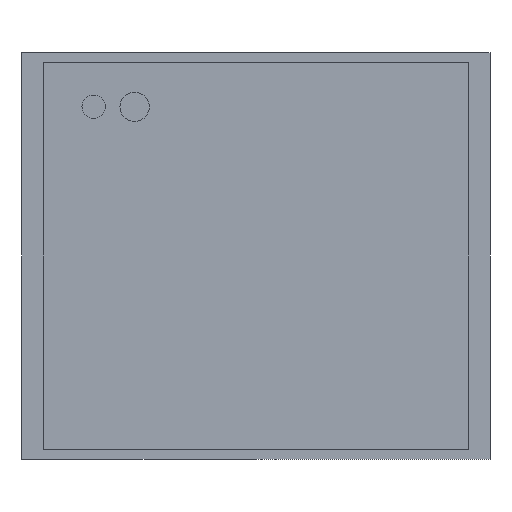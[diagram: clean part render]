
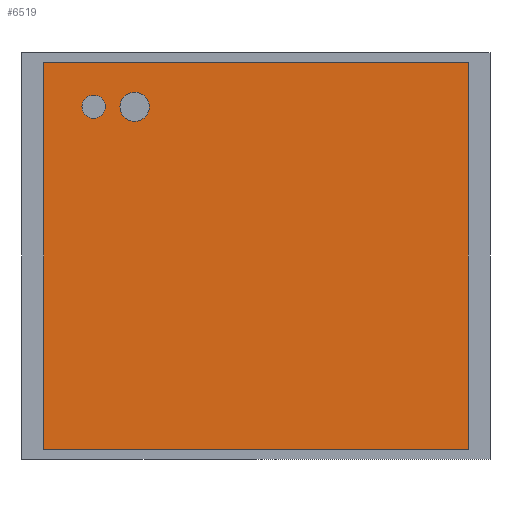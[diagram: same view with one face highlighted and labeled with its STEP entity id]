
A CAD part, front view. The second image highlights one B-rep face of the part: STEP entity #6519.
In plain terms, the highlighted planar face has unit normal (0, -1, 0).
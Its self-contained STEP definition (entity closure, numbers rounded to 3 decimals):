
#52=FACE_BOUND('',#621,.T.);
#53=FACE_BOUND('',#622,.T.);
#64=CIRCLE('',#6948,20.);
#66=CIRCLE('',#6952,25.);
#227=FACE_OUTER_BOUND('',#620,.T.);
#620=EDGE_LOOP('',(#4419,#4420,#4421,#4422));
#621=EDGE_LOOP('',(#4423));
#622=EDGE_LOOP('',(#4424));
#1054=LINE('',#9311,#1920);
#1056=LINE('',#9315,#1922);
#1058=LINE('',#9319,#1924);
#1060=LINE('',#9322,#1926);
#1920=VECTOR('',#7522,10.);
#1922=VECTOR('',#7526,10.);
#1924=VECTOR('',#7530,10.);
#1926=VECTOR('',#7534,10.);
#2744=VERTEX_POINT('',#9237);
#2746=VERTEX_POINT('',#9244);
#2767=VERTEX_POINT('',#9308);
#2768=VERTEX_POINT('',#9310);
#2769=VERTEX_POINT('',#9314);
#2770=VERTEX_POINT('',#9318);
#3377=EDGE_CURVE('',#2744,#2744,#64,.T.);
#3380=EDGE_CURVE('',#2746,#2746,#66,.T.);
#3410=EDGE_CURVE('',#2768,#2767,#1054,.T.);
#3412=EDGE_CURVE('',#2769,#2768,#1056,.T.);
#3414=EDGE_CURVE('',#2770,#2769,#1058,.T.);
#3416=EDGE_CURVE('',#2767,#2770,#1060,.T.);
#4419=ORIENTED_EDGE('',*,*,#3416,.T.);
#4420=ORIENTED_EDGE('',*,*,#3414,.T.);
#4421=ORIENTED_EDGE('',*,*,#3412,.T.);
#4422=ORIENTED_EDGE('',*,*,#3410,.T.);
#4423=ORIENTED_EDGE('',*,*,#3377,.T.);
#4424=ORIENTED_EDGE('',*,*,#3380,.T.);
#6160=PLANE('',#6969);
#6519=ADVANCED_FACE('',(#227,#52,#53),#6160,.T.);
#6948=AXIS2_PLACEMENT_3D('',#9239,#7456,#7457);
#6952=AXIS2_PLACEMENT_3D('',#9246,#7465,#7466);
#6969=AXIS2_PLACEMENT_3D('',#9323,#7535,#7536);
#7456=DIRECTION('center_axis',(0.,1.,0.));
#7457=DIRECTION('ref_axis',(1.,0.,0.));
#7465=DIRECTION('center_axis',(0.,1.,0.));
#7466=DIRECTION('ref_axis',(1.,0.,0.));
#7522=DIRECTION('',(0.,0.,1.));
#7526=DIRECTION('',(1.,0.,0.));
#7530=DIRECTION('',(0.,0.,-1.));
#7534=DIRECTION('',(-1.,0.,0.));
#7535=DIRECTION('center_axis',(0.,-1.,0.));
#7536=DIRECTION('ref_axis',(0.,0.,-1.));
#9237=CARTESIAN_POINT('',(-297.5,-370.,255.));
#9239=CARTESIAN_POINT('Origin',(-277.5,-370.,255.));
#9244=CARTESIAN_POINT('',(-232.5,-370.,255.));
#9246=CARTESIAN_POINT('Origin',(-207.5,-370.,255.));
#9308=CARTESIAN_POINT('',(362.5,-370.,330.));
#9310=CARTESIAN_POINT('',(362.5,-370.,-330.));
#9311=CARTESIAN_POINT('',(362.5,-370.,330.));
#9314=CARTESIAN_POINT('',(-362.5,-370.,-330.));
#9315=CARTESIAN_POINT('',(362.5,-370.,-330.));
#9318=CARTESIAN_POINT('',(-362.5,-370.,330.));
#9319=CARTESIAN_POINT('',(-362.5,-370.,-330.));
#9322=CARTESIAN_POINT('',(-362.5,-370.,330.));
#9323=CARTESIAN_POINT('Origin',(0.,-370.,0.));
